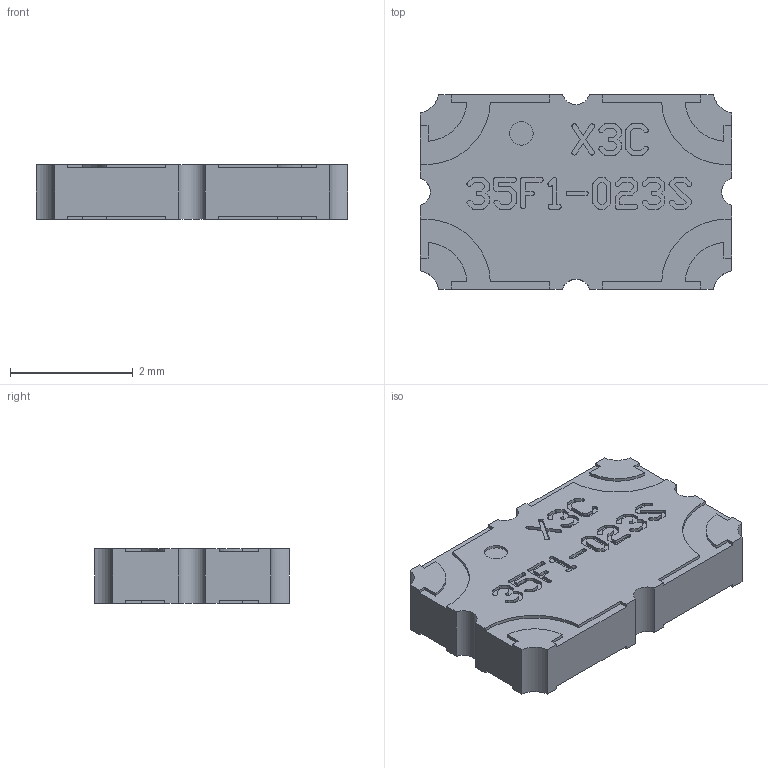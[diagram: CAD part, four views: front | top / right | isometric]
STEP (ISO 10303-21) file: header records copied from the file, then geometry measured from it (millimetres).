
FILE_DESCRIPTION (( 'STEP AP203' ), '1' );
FILE_NAME ('X3C35F1-023S.STEP', '2025-06-18T13:30:06', ( '' ), ( '' ), 'SwSTEP 2.0', 'SolidWorks 2023', '' );
FILE_SCHEMA (( 'CONFIG_CONTROL_DESIGN' ));
Length unit declared in the file: inch
Products named in the file (1): X3C35F1-023S
Bounding box: 5.08 x 3.17 x 0.89 mm (x, y, z)
Volume: 13.5 mm3; surface area: 48.5 mm2
Topology: 1 solids, 1 shells, 454 faces, 1311 edges, 874 vertices
Faces by surface type: plane 307, cylinder 147
Entity records: 14968 total; most frequent: CARTESIAN_POINT 2640, ORIENTED_EDGE 2622, DIRECTION 2515, EDGE_CURVE 1311, VECTOR 1017, LINE 1017, VERTEX_POINT 874, AXIS2_PLACEMENT_3D 749
